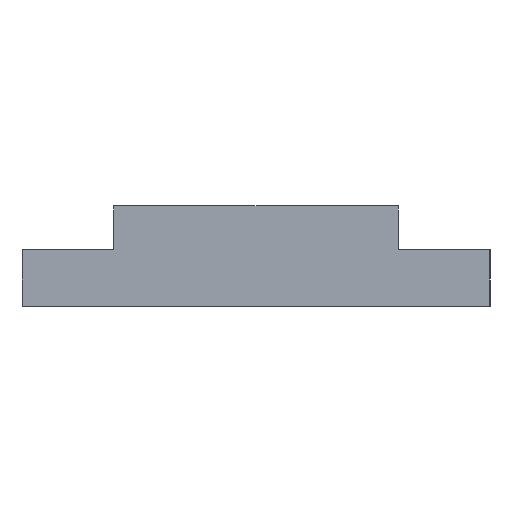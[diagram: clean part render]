
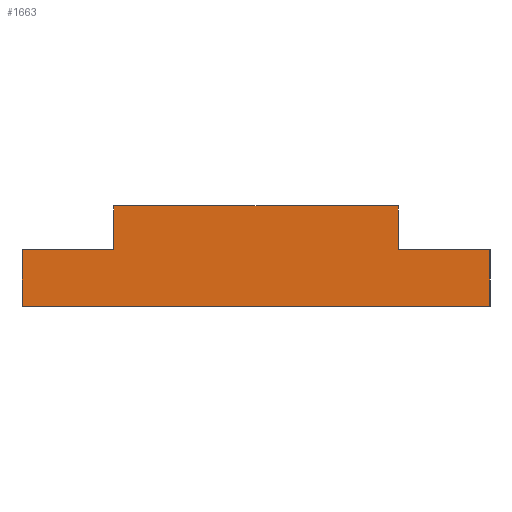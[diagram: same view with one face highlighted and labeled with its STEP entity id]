
A CAD part, left-side view. The second image highlights one B-rep face of the part: STEP entity #1663.
In plain terms, the highlighted planar face has unit normal (-1, 0, 0).
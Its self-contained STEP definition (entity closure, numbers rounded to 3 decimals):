
#14 = VECTOR ( 'NONE', #405, 1000. ) ;
#32 = EDGE_LOOP ( 'NONE', ( #326, #2170, #1786, #1455, #877, #431, #753, #2093 ) ) ;
#33 = EDGE_CURVE ( 'NONE', #871, #678, #248, .T. ) ;
#184 = CARTESIAN_POINT ( 'NONE',  ( -126., 15.2, 6. ) ) ;
#197 = CARTESIAN_POINT ( 'NONE',  ( -126., 25., 6. ) ) ;
#205 = VECTOR ( 'NONE', #2115, 1000. ) ;
#208 = VECTOR ( 'NONE', #1817, 1000. ) ;
#248 = LINE ( 'NONE', #1444, #205 ) ;
#280 = CARTESIAN_POINT ( 'NONE',  ( -126., -25., 0. ) ) ;
#326 = ORIENTED_EDGE ( 'NONE', *, *, #829, .T. ) ;
#367 = DIRECTION ( 'NONE',  ( 0., -1., 0. ) ) ;
#377 = CARTESIAN_POINT ( 'NONE',  ( -126., 15.2, 10.7 ) ) ;
#405 = DIRECTION ( 'NONE',  ( 0., -1., 0. ) ) ;
#431 = ORIENTED_EDGE ( 'NONE', *, *, #1175, .T. ) ;
#456 = LINE ( 'NONE', #465, #208 ) ;
#465 = CARTESIAN_POINT ( 'NONE',  ( -126., -15.2, 10.7 ) ) ;
#509 = VERTEX_POINT ( 'NONE', #1249 ) ;
#567 = LINE ( 'NONE', #1774, #14 ) ;
#606 = LINE ( 'NONE', #1296, #815 ) ;
#659 = DIRECTION ( 'NONE',  ( 0., 0., -1. ) ) ;
#678 = VERTEX_POINT ( 'NONE', #1894 ) ;
#753 = ORIENTED_EDGE ( 'NONE', *, *, #2200, .F. ) ;
#758 = CARTESIAN_POINT ( 'NONE',  ( -126., 25., 0. ) ) ;
#806 = VERTEX_POINT ( 'NONE', #197 ) ;
#815 = VECTOR ( 'NONE', #958, 1000. ) ;
#818 = CARTESIAN_POINT ( 'NONE',  ( -126., -25., 6. ) ) ;
#829 = EDGE_CURVE ( 'NONE', #1442, #1928, #1076, .T. ) ;
#857 = PLANE ( 'NONE',  #1848 ) ;
#865 = EDGE_CURVE ( 'NONE', #806, #1442, #2121, .T. ) ;
#871 = VERTEX_POINT ( 'NONE', #377 ) ;
#877 = ORIENTED_EDGE ( 'NONE', *, *, #33, .F. ) ;
#918 = DIRECTION ( 'NONE',  ( 0., 0., -1. ) ) ;
#937 = LINE ( 'NONE', #1965, #2030 ) ;
#958 = DIRECTION ( 'NONE',  ( 0., 0., -1. ) ) ;
#992 = EDGE_CURVE ( 'NONE', #678, #509, #456, .T. ) ;
#998 = LINE ( 'NONE', #1692, #1101 ) ;
#1039 = DIRECTION ( 'NONE',  ( 1., 0., 0. ) ) ;
#1046 = EDGE_CURVE ( 'NONE', #1077, #1928, #606, .T. ) ;
#1076 = LINE ( 'NONE', #2098, #1800 ) ;
#1077 = VERTEX_POINT ( 'NONE', #818 ) ;
#1101 = VECTOR ( 'NONE', #659, 1000. ) ;
#1175 = EDGE_CURVE ( 'NONE', #871, #1300, #998, .T. ) ;
#1249 = CARTESIAN_POINT ( 'NONE',  ( -126., -15.2, 6. ) ) ;
#1296 = CARTESIAN_POINT ( 'NONE',  ( -126., -25., 6. ) ) ;
#1300 = VERTEX_POINT ( 'NONE', #184 ) ;
#1376 = DIRECTION ( 'NONE',  ( 0., 0., -1. ) ) ;
#1404 = CARTESIAN_POINT ( 'NONE',  ( -126., 25., 6. ) ) ;
#1442 = VERTEX_POINT ( 'NONE', #758 ) ;
#1444 = CARTESIAN_POINT ( 'NONE',  ( -126., 15.2, 10.7 ) ) ;
#1455 = ORIENTED_EDGE ( 'NONE', *, *, #992, .F. ) ;
#1546 = CARTESIAN_POINT ( 'NONE',  ( -126., 25., 6. ) ) ;
#1619 = VECTOR ( 'NONE', #918, 1000. ) ;
#1663 = ADVANCED_FACE ( 'NONE', ( #1728 ), #857, .F. ) ;
#1666 = DIRECTION ( 'NONE',  ( 0., -1., 0. ) ) ;
#1692 = CARTESIAN_POINT ( 'NONE',  ( -126., 15.2, 10.7 ) ) ;
#1728 = FACE_OUTER_BOUND ( 'NONE', #32, .T. ) ;
#1774 = CARTESIAN_POINT ( 'NONE',  ( -126., 25., 6. ) ) ;
#1786 = ORIENTED_EDGE ( 'NONE', *, *, #1838, .F. ) ;
#1800 = VECTOR ( 'NONE', #367, 1000. ) ;
#1817 = DIRECTION ( 'NONE',  ( 0., 0., -1. ) ) ;
#1838 = EDGE_CURVE ( 'NONE', #509, #1077, #567, .T. ) ;
#1848 = AXIS2_PLACEMENT_3D ( 'NONE', #1546, #1039, #1376 ) ;
#1894 = CARTESIAN_POINT ( 'NONE',  ( -126., -15.2, 10.7 ) ) ;
#1928 = VERTEX_POINT ( 'NONE', #280 ) ;
#1965 = CARTESIAN_POINT ( 'NONE',  ( -126., 25., 6. ) ) ;
#2030 = VECTOR ( 'NONE', #1666, 1000. ) ;
#2093 = ORIENTED_EDGE ( 'NONE', *, *, #865, .T. ) ;
#2098 = CARTESIAN_POINT ( 'NONE',  ( -126., 25., 0. ) ) ;
#2115 = DIRECTION ( 'NONE',  ( 0., -1., 0. ) ) ;
#2121 = LINE ( 'NONE', #1404, #1619 ) ;
#2170 = ORIENTED_EDGE ( 'NONE', *, *, #1046, .F. ) ;
#2200 = EDGE_CURVE ( 'NONE', #806, #1300, #937, .T. ) ;
